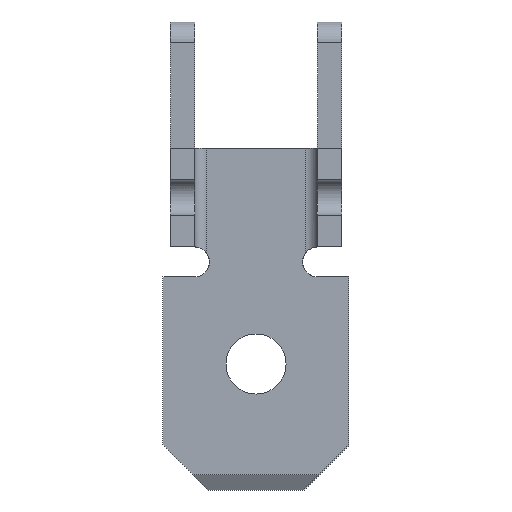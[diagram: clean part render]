
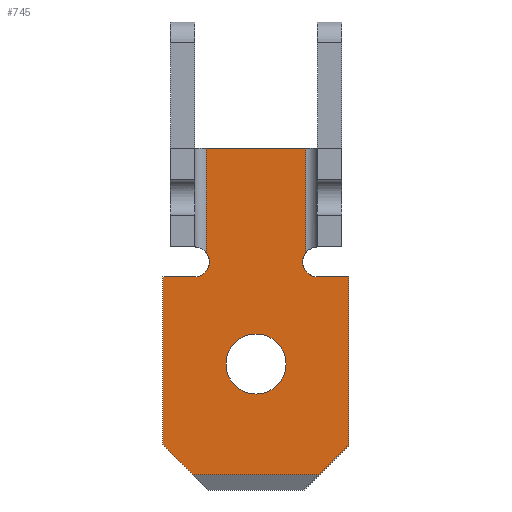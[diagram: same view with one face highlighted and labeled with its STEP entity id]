
A CAD part, left-side view. The second image highlights one B-rep face of the part: STEP entity #745.
In plain terms, the highlighted planar face has unit normal (-1, 0, 0).
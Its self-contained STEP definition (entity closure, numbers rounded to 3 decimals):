
#56=CARTESIAN_POINT('',(0.,0.,-2.9));
#57=DIRECTION('',(-1.,0.,0.));
#58=DIRECTION('',(0.,-1.,0.));
#59=AXIS2_PLACEMENT_3D('',#56,#57,#58);
#61=CARTESIAN_POINT('',(0.,0.,-2.9));
#62=DIRECTION('',(-1.,0.,0.));
#63=DIRECTION('',(0.,1.,0.));
#64=AXIS2_PLACEMENT_3D('',#61,#62,#63);
#66=DIRECTION('',(0.,-1.,0.));
#67=VECTOR('',#66,4.2);
#68=CARTESIAN_POINT('',(0.,2.1,-6.6));
#69=LINE('',#68,#67);
#70=DIRECTION('',(0.,-0.707,-0.707));
#71=VECTOR('',#70,1.414);
#72=CARTESIAN_POINT('',(0.,3.1,-5.6));
#73=LINE('',#72,#71);
#74=DIRECTION('',(0.,0.,1.));
#75=VECTOR('',#74,5.6);
#76=CARTESIAN_POINT('',(0.,3.1,-5.6));
#77=LINE('',#76,#75);
#78=DIRECTION('',(0.,-1.,0.));
#79=VECTOR('',#78,1.05);
#80=CARTESIAN_POINT('',(0.,3.1,0.));
#81=LINE('',#80,#79);
#82=CARTESIAN_POINT('',(0.,2.05,0.5));
#83=DIRECTION('',(-1.,0.,0.));
#84=DIRECTION('',(0.,0.,-1.));
#85=AXIS2_PLACEMENT_3D('',#82,#83,#84);
#87=DIRECTION('',(0.,0.,1.));
#88=VECTOR('',#87,3.5);
#89=CARTESIAN_POINT('',(0.,1.65,0.8));
#90=LINE('',#89,#88);
#91=DIRECTION('',(0.,-1.,0.));
#92=VECTOR('',#91,3.3);
#93=CARTESIAN_POINT('',(0.,1.65,4.3));
#94=LINE('',#93,#92);
#95=DIRECTION('',(0.,0.,-1.));
#96=VECTOR('',#95,3.5);
#97=CARTESIAN_POINT('',(0.,-1.65,4.3));
#98=LINE('',#97,#96);
#99=CARTESIAN_POINT('',(0.,-2.05,0.5));
#100=DIRECTION('',(-1.,0.,0.));
#101=DIRECTION('',(0.,0.8,0.6));
#102=AXIS2_PLACEMENT_3D('',#99,#100,#101);
#104=DIRECTION('',(0.,-1.,0.));
#105=VECTOR('',#104,1.05);
#106=CARTESIAN_POINT('',(0.,-2.05,0.));
#107=LINE('',#106,#105);
#108=DIRECTION('',(0.,0.,-1.));
#109=VECTOR('',#108,5.6);
#110=CARTESIAN_POINT('',(0.,-3.1,0.));
#111=LINE('',#110,#109);
#112=DIRECTION('',(0.,-0.707,0.707));
#113=VECTOR('',#112,1.414);
#114=CARTESIAN_POINT('',(0.,-2.1,-6.6));
#115=LINE('',#114,#113);
#556=CARTESIAN_POINT('',(0.,3.1,0.));
#557=CARTESIAN_POINT('',(0.,2.05,0.));
#558=VERTEX_POINT('',#556);
#559=VERTEX_POINT('',#557);
#560=CARTESIAN_POINT('',(0.,-2.05,0.));
#561=CARTESIAN_POINT('',(0.,-3.1,0.));
#562=VERTEX_POINT('',#560);
#563=VERTEX_POINT('',#561);
#580=CARTESIAN_POINT('',(0.,-1.,-2.9));
#581=CARTESIAN_POINT('',(0.,1.,-2.9));
#582=VERTEX_POINT('',#580);
#583=VERTEX_POINT('',#581);
#660=CARTESIAN_POINT('',(0.,-1.65,4.3));
#661=CARTESIAN_POINT('',(0.,-1.65,0.8));
#662=VERTEX_POINT('',#660);
#663=VERTEX_POINT('',#661);
#670=CARTESIAN_POINT('',(0.,1.65,0.8));
#671=CARTESIAN_POINT('',(0.,1.65,4.3));
#672=VERTEX_POINT('',#670);
#673=VERTEX_POINT('',#671);
#685=CARTESIAN_POINT('',(0.,3.1,-5.6));
#687=VERTEX_POINT('',#685);
#689=CARTESIAN_POINT('',(0.,-3.1,-5.6));
#691=VERTEX_POINT('',#689);
#692=CARTESIAN_POINT('',(0.,-2.1,-6.6));
#694=VERTEX_POINT('',#692);
#698=CARTESIAN_POINT('',(0.,2.1,-6.6));
#699=VERTEX_POINT('',#698);
#708=CARTESIAN_POINT('',(0.,0.,0.));
#709=DIRECTION('',(1.,0.,0.));
#710=DIRECTION('',(0.,-1.,0.));
#711=AXIS2_PLACEMENT_3D('',#708,#709,#710);
#712=PLANE('',#711);
#714=ORIENTED_EDGE('',*,*,#713,.F.);
#716=ORIENTED_EDGE('',*,*,#715,.F.);
#718=ORIENTED_EDGE('',*,*,#717,.T.);
#720=ORIENTED_EDGE('',*,*,#719,.T.);
#722=ORIENTED_EDGE('',*,*,#721,.T.);
#724=ORIENTED_EDGE('',*,*,#723,.T.);
#726=ORIENTED_EDGE('',*,*,#725,.T.);
#728=ORIENTED_EDGE('',*,*,#727,.T.);
#730=ORIENTED_EDGE('',*,*,#729,.T.);
#732=ORIENTED_EDGE('',*,*,#731,.T.);
#734=ORIENTED_EDGE('',*,*,#733,.T.);
#736=ORIENTED_EDGE('',*,*,#735,.F.);
#737=EDGE_LOOP('',(#714,#716,#718,#720,#722,#724,#726,#728,#730,#732,#734,
#736));
#738=FACE_OUTER_BOUND('',#737,.F.);
#740=ORIENTED_EDGE('',*,*,#739,.T.);
#742=ORIENTED_EDGE('',*,*,#741,.T.);
#743=EDGE_LOOP('',(#740,#742));
#744=FACE_BOUND('',#743,.F.);
#745=ADVANCED_FACE('',(#738,#744),#712,.F.);
#60=CIRCLE('',#59,1.);
#65=CIRCLE('',#64,1.);
#86=CIRCLE('',#85,0.5);
#103=CIRCLE('',#102,0.5);
#713=EDGE_CURVE('',#699,#694,#69,.T.);
#715=EDGE_CURVE('',#687,#699,#73,.T.);
#717=EDGE_CURVE('',#687,#558,#77,.T.);
#719=EDGE_CURVE('',#558,#559,#81,.T.);
#721=EDGE_CURVE('',#559,#672,#86,.T.);
#723=EDGE_CURVE('',#672,#673,#90,.T.);
#725=EDGE_CURVE('',#673,#662,#94,.T.);
#727=EDGE_CURVE('',#662,#663,#98,.T.);
#729=EDGE_CURVE('',#663,#562,#103,.T.);
#731=EDGE_CURVE('',#562,#563,#107,.T.);
#733=EDGE_CURVE('',#563,#691,#111,.T.);
#735=EDGE_CURVE('',#694,#691,#115,.T.);
#739=EDGE_CURVE('',#582,#583,#60,.T.);
#741=EDGE_CURVE('',#583,#582,#65,.T.);
